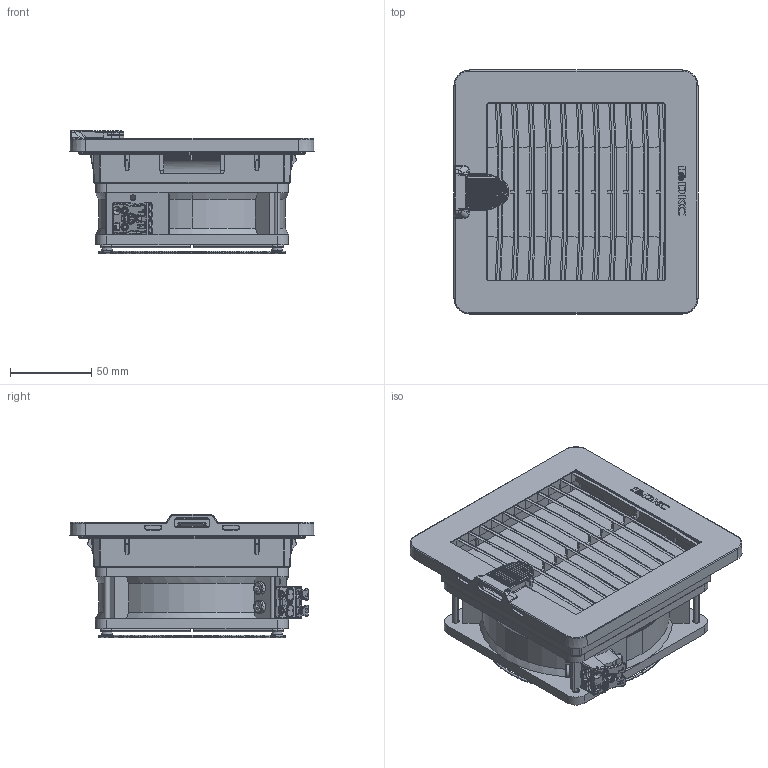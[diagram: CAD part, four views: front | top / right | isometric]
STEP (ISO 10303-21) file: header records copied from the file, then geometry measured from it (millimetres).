
FILE_DESCRIPTION (( 'STEP AP203' ), '1' );
FILE_NAME ('ﾒﾏﾀ.08.0017.00.00.0ﾑﾁ.STEP', '2018-05-16T14:53:16', ( '' ), ( '' ), 'SwSTEP 2.0', 'SolidWorks 2017', '' );
FILE_SCHEMA (( 'CONFIG_CONTROL_DESIGN' ));
Length unit declared in the file: millimetre
Products named in the file (15): ﾒﾏﾀ.08.0017.02.00.0; 7109000009; ﾒﾏﾀ.08.0017.01.02.0; 7109000005; R5KF12 - FELTRO REV.12; 045012; ﾒﾏﾀ.08.0015.01.01.0; ﾒﾏﾀ.08.0017.00.00.0ﾑﾁ; ﾒﾏﾀ.08.0015.01.03.0; R5KF12 - FAN_Completo; 7109000126; RKF12 - BASE REV.16; 7102000022; RKF12 - GASKET REV.16_æ¥« ï; L00495
Assembly tree (18 placements, depth 3):
  ﾒﾏﾀ.08.0017.00.00.0ﾑﾁ
    ﾒﾏﾀ.08.0017.02.00.0
      RKF12 - BASE REV.16
      RKF12 - GASKET REV.16_æ¥« ï
    ﾒﾏﾀ.08.0017.01.02.0
    R5KF12 - FELTRO REV.12
    ﾒﾏﾀ.08.0015.01.01.0
    ﾒﾏﾀ.08.0015.01.03.0
    R5KF12 - FAN_Completo
    7109000126  x3
    7102000022
    L00495
    7109000009  x3
    7109000005
    045012
Bounding box: 150.4 x 150.4 x 75.98 mm (x, y, z)
Volume: 478297.6 mm3; surface area: 281938.3 mm2
Topology: 31 solids, 35 shells, 5028 faces, 13318 edges, 8364 vertices
Faces by surface type: plane 2123, cylinder 1629, bspline 675, cone 303, torus 290, sphere 8
Entity records: 220450 total; most frequent: CARTESIAN_POINT 110159, ORIENTED_EDGE 26128, DIRECTION 16958, EDGE_CURVE 13064, VERTEX_POINT 8230, B_SPLINE_CURVE_WITH_KNOTS 5872, AXIS2_PLACEMENT_3D 5754, VECTOR 5450
